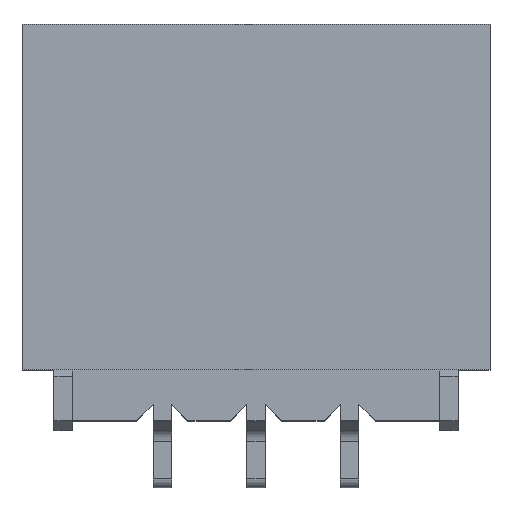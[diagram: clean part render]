
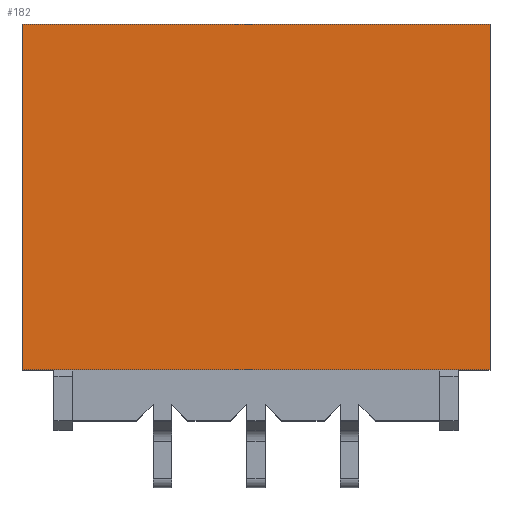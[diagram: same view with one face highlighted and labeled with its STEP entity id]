
A CAD part, top view. The second image highlights one B-rep face of the part: STEP entity #182.
In plain terms, the highlighted planar face has unit normal (0, 0, 1).
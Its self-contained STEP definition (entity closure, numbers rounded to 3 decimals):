
#182=ADVANCED_FACE('',(#522),#523,.T.);
#522=FACE_OUTER_BOUND('',#923,.T.);
#523=PLANE('',#924);
#923=EDGE_LOOP('',(#2252,#2253,#2254,#2255));
#924=AXIS2_PLACEMENT_3D('',#2256,#2257,#2258);
#2252=ORIENTED_EDGE('',*,*,#2944,.T.);
#2253=ORIENTED_EDGE('',*,*,#3180,.T.);
#2254=ORIENTED_EDGE('',*,*,#3021,.T.);
#2255=ORIENTED_EDGE('',*,*,#2974,.T.);
#2256=CARTESIAN_POINT('',(0.0,0.0,2.72));
#2257=DIRECTION('',(0.0,0.0,1.0));
#2258=DIRECTION('',(1.0,0.0,0.0));
#2944=EDGE_CURVE('',#3647,#3645,#3648,.T.);
#2974=EDGE_CURVE('',#3691,#3647,#3692,.T.);
#3021=EDGE_CURVE('',#3782,#3691,#3783,.T.);
#3180=EDGE_CURVE('',#3645,#3782,#4034,.T.);
#3645=VERTEX_POINT('',#4724);
#3647=VERTEX_POINT('',#4727);
#3648=LINE('',#4728,#4729);
#3691=VERTEX_POINT('',#4795);
#3692=LINE('',#4796,#4797);
#3782=VERTEX_POINT('',#4929);
#3783=LINE('',#4930,#4931);
#4034=LINE('',#5334,#5335);
#4724=CARTESIAN_POINT('',(2.5,0.545,2.72));
#4727=CARTESIAN_POINT('',(-2.5,0.545,2.72));
#4728=CARTESIAN_POINT('',(-2.5,0.545,2.72));
#4729=VECTOR('',#5884,5.0);
#4795=CARTESIAN_POINT('',(-2.5,4.24,2.72));
#4796=CARTESIAN_POINT('',(-2.5,4.24,2.72));
#4797=VECTOR('',#5926,3.695);
#4929=CARTESIAN_POINT('',(2.5,4.24,2.72));
#4930=CARTESIAN_POINT('',(2.5,4.24,2.72));
#4931=VECTOR('',#5981,5.0);
#5334=CARTESIAN_POINT('',(2.5,0.545,2.72));
#5335=VECTOR('',#6152,3.695);
#5884=DIRECTION('',(1.0,0.0,0.0));
#5926=DIRECTION('',(0.0,-1.0,0.0));
#5981=DIRECTION('',(-1.0,0.0,0.0));
#6152=DIRECTION('',(0.0,1.0,0.0));
